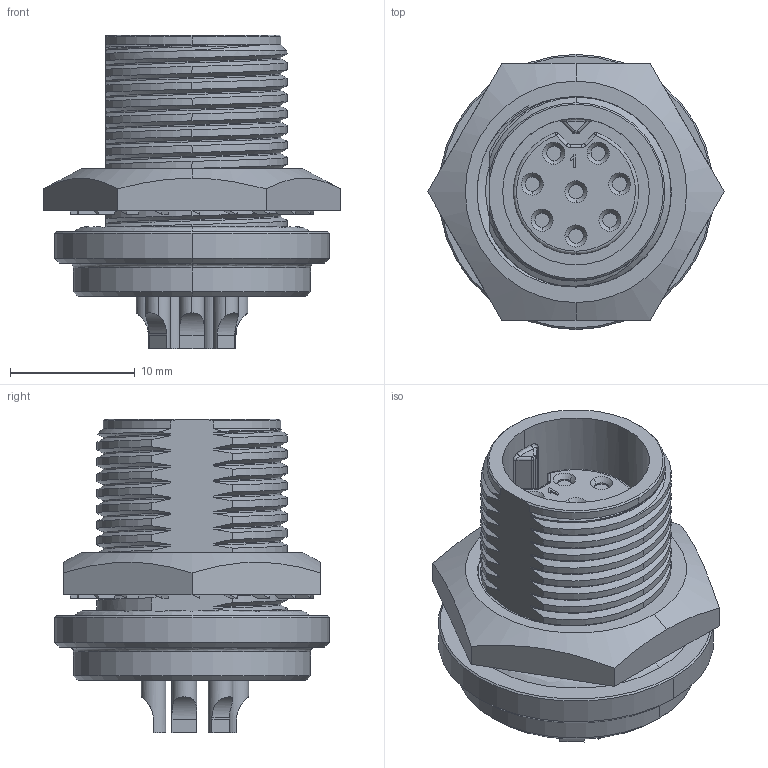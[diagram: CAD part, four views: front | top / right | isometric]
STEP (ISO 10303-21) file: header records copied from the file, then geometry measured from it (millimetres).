
FILE_DESCRIPTION (( 'STEP AP203' ), '1' );
FILE_NAME ('SF7282-8SG-3ES new.STEP', '2018-07-17T14:33:20', ( '' ), ( '' ), 'SwSTEP 2.0', 'SolidWorks 2017', '' );
FILE_SCHEMA (( 'CONFIG_CONTROL_DESIGN' ));
Length unit declared in the file: inch
Products named in the file (1): SF7282-8SG-3ES new
Bounding box: 23.82 x 22.1 x 25.2 mm (x, y, z)
Volume: 4389.8 mm3; surface area: 3612 mm2
Topology: 2 solids, 2 shells, 400 faces, 977 edges, 622 vertices
Faces by surface type: plane 194, cylinder 111, bspline 56, cone 39
Entity records: 27075 total; most frequent: CARTESIAN_POINT 18240, ORIENTED_EDGE 1952, DIRECTION 1614, EDGE_CURVE 976, VERTEX_POINT 622, VECTOR 572, LINE 572, AXIS2_PLACEMENT_3D 521
